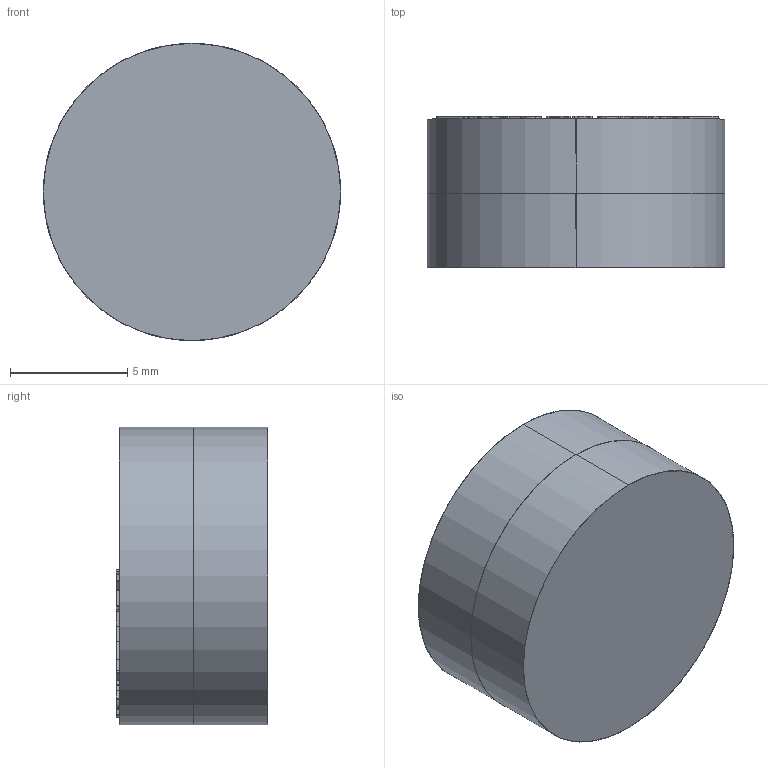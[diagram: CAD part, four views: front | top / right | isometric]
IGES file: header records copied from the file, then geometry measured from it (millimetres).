
Start section: SolidWorks IGES file using analytic representation for surfaces
Global section: file name: D250D-RED-GREEN.igs; native system: SolidWorks 2012; preprocessor: SolidWorks 2012; author: shipping; date: 120420.132157; units: inch
Bounding box: 12.7 x 6.48 x 12.7 mm (x, y, z)
Surface area: 773.2 mm2 (no closed solid volume)
Topology: 0 solids, 0 shells, 220 faces, 1950 edges, 1950 vertices
Faces by surface type: bspline 216, revolution 4
